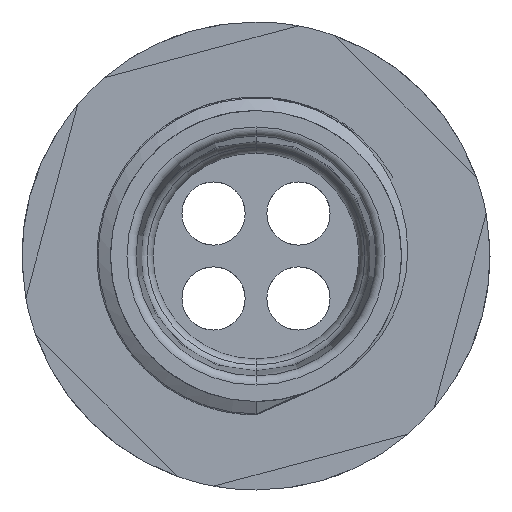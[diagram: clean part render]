
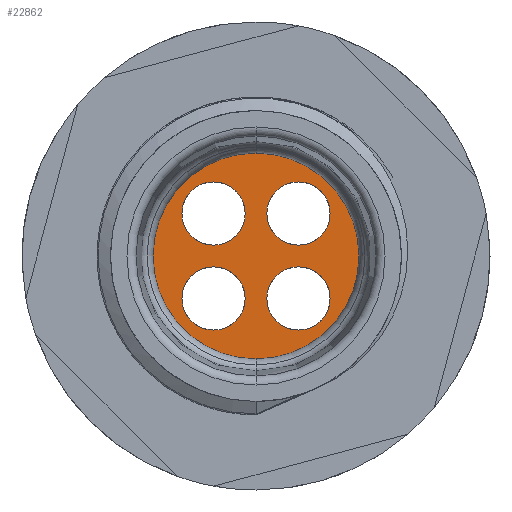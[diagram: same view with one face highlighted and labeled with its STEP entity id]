
A CAD part, front view. The second image highlights one B-rep face of the part: STEP entity #22862.
In plain terms, the highlighted planar face has unit normal (0, -1, 0).
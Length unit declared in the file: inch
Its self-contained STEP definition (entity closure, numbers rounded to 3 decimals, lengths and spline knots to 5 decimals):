
#112 = DIRECTION ( 'NONE',  ( 0., 0., -1. ) ) ;
#113 = DIRECTION ( 'NONE',  ( 0., -1., 0. ) ) ;
#114 = CARTESIAN_POINT ( 'NONE',  ( -0.1175, 0.3525, 0.1175 ) ) ;
#251 = DIRECTION ( 'NONE',  ( 0., 0., 1. ) ) ;
#252 = DIRECTION ( 'NONE',  ( 0., -1., 0. ) ) ;
#253 = CARTESIAN_POINT ( 'NONE',  ( 0.1175, 0.3525, 0.1175 ) ) ;
#322 = DIRECTION ( 'NONE',  ( 0., 0., -1. ) ) ;
#323 = DIRECTION ( 'NONE',  ( 0., -1., 0. ) ) ;
#324 = CARTESIAN_POINT ( 'NONE',  ( 0.1175, 0.3525, -0.1175 ) ) ;
#391 = CARTESIAN_POINT ( 'NONE',  ( 0., 0.3525, 0. ) ) ;
#392 = DIRECTION ( 'NONE',  ( 0., -1., 0. ) ) ;
#393 = DIRECTION ( 'NONE',  ( 0., 0., -1. ) ) ;
#481 = DIRECTION ( 'NONE',  ( 0., -1., 0. ) ) ;
#563 = DIRECTION ( 'NONE',  ( 0., 0., 1. ) ) ;
#569 = CARTESIAN_POINT ( 'NONE',  ( -0.1175, 0.3525, -0.1175 ) ) ;
#729 = VERTEX_POINT ( 'NONE', #4540 ) ;
#867 = VERTEX_POINT ( 'NONE', #3989 ) ;
#1000 = VERTEX_POINT ( 'NONE', #4689 ) ;
#1084 = VERTEX_POINT ( 'NONE', #4234 ) ;
#1191 = VERTEX_POINT ( 'NONE', #4204 ) ;
#1254 = VERTEX_POINT ( 'NONE', #3967 ) ;
#1298 = VERTEX_POINT ( 'NONE', #4481 ) ;
#1703 = VERTEX_POINT ( 'NONE', #4105 ) ;
#2602 = DIRECTION ( 'NONE',  ( 0., 0., -1. ) ) ;
#2640 = CARTESIAN_POINT ( 'NONE',  ( 0.31663, 0.3525, 0. ) ) ;
#2735 = PLANE ( 'NONE',  #18829 ) ;
#2749 = DIRECTION ( 'NONE',  ( 0., -1., 0. ) ) ;
#3835 = CARTESIAN_POINT ( 'NONE',  ( 0.1175, 0.3525, -0.1175 ) ) ;
#3842 = DIRECTION ( 'NONE',  ( 0., -1., 0. ) ) ;
#3925 = DIRECTION ( 'NONE',  ( 0., 0., -1. ) ) ;
#3965 = DIRECTION ( 'NONE',  ( 0., 0., 1. ) ) ;
#3967 = CARTESIAN_POINT ( 'NONE',  ( -0.1175, 0.3525, 0.03 ) ) ;
#3989 = CARTESIAN_POINT ( 'NONE',  ( 0.1175, 0.3525, 0.03 ) ) ;
#4017 = DIRECTION ( 'NONE',  ( 0., -1., 0. ) ) ;
#4077 = CARTESIAN_POINT ( 'NONE',  ( 0., 0.3525, 0. ) ) ;
#4105 = CARTESIAN_POINT ( 'NONE',  ( 0., 0.3525, 0.31663 ) ) ;
#4204 = CARTESIAN_POINT ( 'NONE',  ( -0.1175, 0.3525, -0.205 ) ) ;
#4228 = CARTESIAN_POINT ( 'NONE',  ( -0.1175, 0.3525, -0.1175 ) ) ;
#4234 = CARTESIAN_POINT ( 'NONE',  ( 0.1175, 0.3525, -0.03 ) ) ;
#4383 = CARTESIAN_POINT ( 'NONE',  ( -0.1175, 0.3525, 0.1175 ) ) ;
#4441 = DIRECTION ( 'NONE',  ( 0., 0., -1. ) ) ;
#4459 = DIRECTION ( 'NONE',  ( 0., -1., 0. ) ) ;
#4465 = DIRECTION ( 'NONE',  ( 0., -1., 0. ) ) ;
#4481 = CARTESIAN_POINT ( 'NONE',  ( 0.1175, 0.3525, -0.205 ) ) ;
#4498 = DIRECTION ( 'NONE',  ( 0., 0., 1. ) ) ;
#4529 = DIRECTION ( 'NONE',  ( 0., 0., -1. ) ) ;
#4540 = CARTESIAN_POINT ( 'NONE',  ( 0.1175, 0.3525, 0.205 ) ) ;
#4689 = CARTESIAN_POINT ( 'NONE',  ( 0., 0.3525, -0.31663 ) ) ;
#4806 = CARTESIAN_POINT ( 'NONE',  ( 0.1175, 0.3525, 0.1175 ) ) ;
#4948 = EDGE_CURVE ( 'NONE', #1191, #14459, #7372, .T. ) ;
#4955 = EDGE_CURVE ( 'NONE', #867, #729, #7343, .T. ) ;
#4962 = EDGE_CURVE ( 'NONE', #1703, #1000, #7614, .T. ) ;
#4966 = EDGE_CURVE ( 'NONE', #1298, #1084, #8046, .T. ) ;
#4971 = EDGE_CURVE ( 'NONE', #1254, #15144, #7121, .T. ) ;
#5019 = DIRECTION ( 'NONE',  ( 0., -1., 0. ) ) ;
#5773 = AXIS2_PLACEMENT_3D ( 'NONE', #4228, #4465, #3965 ) ;
#5776 = AXIS2_PLACEMENT_3D ( 'NONE', #4806, #5019, #4498 ) ;
#5778 = AXIS2_PLACEMENT_3D ( 'NONE', #4077, #3842, #4441 ) ;
#5779 = AXIS2_PLACEMENT_3D ( 'NONE', #3835, #4017, #3925 ) ;
#5783 = AXIS2_PLACEMENT_3D ( 'NONE', #4383, #4459, #4529 ) ;
#5844 = EDGE_CURVE ( 'NONE', #14459, #1191, #7869, .T. ) ;
#5920 = EDGE_CURVE ( 'NONE', #1084, #1298, #7860, .T. ) ;
#5944 = AXIS2_PLACEMENT_3D ( 'NONE', #569, #481, #563 ) ;
#5946 = AXIS2_PLACEMENT_3D ( 'NONE', #253, #252, #251 ) ;
#5950 = AXIS2_PLACEMENT_3D ( 'NONE', #324, #323, #322 ) ;
#5951 = AXIS2_PLACEMENT_3D ( 'NONE', #114, #113, #112 ) ;
#5954 = AXIS2_PLACEMENT_3D ( 'NONE', #391, #392, #393 ) ;
#5982 = EDGE_CURVE ( 'NONE', #729, #867, #7415, .T. ) ;
#6044 = EDGE_CURVE ( 'NONE', #15144, #1254, #7718, .T. ) ;
#6136 = EDGE_CURVE ( 'NONE', #1000, #1703, #7844, .T. ) ;
#7121 = CIRCLE ( 'NONE', #5783, 0.0875 ) ;
#7343 = CIRCLE ( 'NONE', #5776, 0.0875 ) ;
#7372 = CIRCLE ( 'NONE', #5773, 0.0875 ) ;
#7415 = CIRCLE ( 'NONE', #5946, 0.0875 ) ;
#7614 = CIRCLE ( 'NONE', #5778, 0.31663 ) ;
#7718 = CIRCLE ( 'NONE', #5951, 0.0875 ) ;
#7844 = CIRCLE ( 'NONE', #5954, 0.31663 ) ;
#7860 = CIRCLE ( 'NONE', #5950, 0.0875 ) ;
#7869 = CIRCLE ( 'NONE', #5944, 0.0875 ) ;
#8046 = CIRCLE ( 'NONE', #5779, 0.0875 ) ;
#14325 = EDGE_LOOP ( 'NONE', ( #22206, #21695 ) ) ;
#14459 = VERTEX_POINT ( 'NONE', #19265 ) ;
#14607 = EDGE_LOOP ( 'NONE', ( #22101, #21642 ) ) ;
#14733 = EDGE_LOOP ( 'NONE', ( #22254, #21647 ) ) ;
#14943 = EDGE_LOOP ( 'NONE', ( #21266, #22168 ) ) ;
#15144 = VERTEX_POINT ( 'NONE', #18955 ) ;
#15232 = EDGE_LOOP ( 'NONE', ( #21539, #22259 ) ) ;
#18432 = FACE_BOUND ( 'NONE', #15232, .T. ) ;
#18434 = FACE_BOUND ( 'NONE', #14325, .T. ) ;
#18436 = FACE_OUTER_BOUND ( 'NONE', #14607, .T. ) ;
#18492 = FACE_BOUND ( 'NONE', #14733, .T. ) ;
#18493 = FACE_BOUND ( 'NONE', #14943, .T. ) ;
#18829 = AXIS2_PLACEMENT_3D ( 'NONE', #2640, #2749, #2602 ) ;
#18955 = CARTESIAN_POINT ( 'NONE',  ( -0.1175, 0.3525, 0.205 ) ) ;
#19265 = CARTESIAN_POINT ( 'NONE',  ( -0.1175, 0.3525, -0.03 ) ) ;
#21266 = ORIENTED_EDGE ( 'NONE', *, *, #4966, .F. ) ;
#21539 = ORIENTED_EDGE ( 'NONE', *, *, #4948, .F. ) ;
#21642 = ORIENTED_EDGE ( 'NONE', *, *, #6136, .T. ) ;
#21647 = ORIENTED_EDGE ( 'NONE', *, *, #5982, .F. ) ;
#21695 = ORIENTED_EDGE ( 'NONE', *, *, #6044, .F. ) ;
#22101 = ORIENTED_EDGE ( 'NONE', *, *, #4962, .T. ) ;
#22168 = ORIENTED_EDGE ( 'NONE', *, *, #5920, .F. ) ;
#22206 = ORIENTED_EDGE ( 'NONE', *, *, #4971, .F. ) ;
#22254 = ORIENTED_EDGE ( 'NONE', *, *, #4955, .F. ) ;
#22259 = ORIENTED_EDGE ( 'NONE', *, *, #5844, .F. ) ;
#22862 = ADVANCED_FACE ( 'NONE', ( #18432, #18493, #18492, #18434, #18436 ), #2735, .T. ) ;
